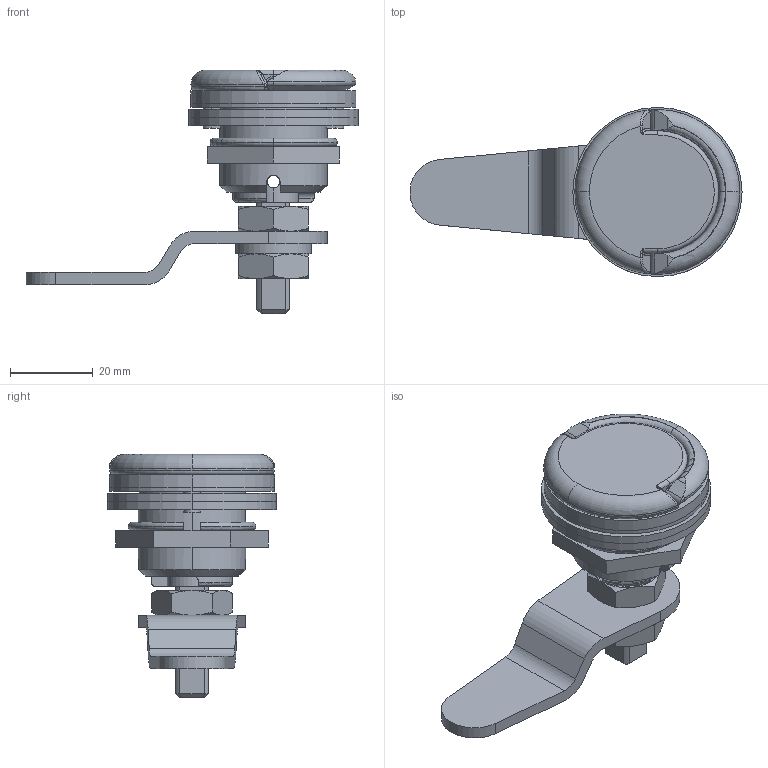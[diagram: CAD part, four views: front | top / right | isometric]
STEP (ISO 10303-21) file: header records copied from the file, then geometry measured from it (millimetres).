
FILE_DESCRIPTION (( 'STEP AP203' ), '1' );
FILE_NAME ('A-1288-3-2.STEP', '2017-08-08T02:28:39', ( '' ), ( '' ), 'SwSTEP 2.0', 'SolidWorks 2014', '' );
FILE_SCHEMA (( 'CONFIG_CONTROL_DESIGN' ));
Length unit declared in the file: millimetre
Products named in the file (12): A-1288-3-2六角ナット_; A-1288-3-2取手受台_; A-1288-3-2; A-1288-3-2僗儁乕僒乕_; 六角ナットM10（3種）; A-1288-3-2軸_; A-1288-3-2取手_; A-1288-3-2リングワッシャー_; A-1288-3-2儀乕僗_; スプリングワッシャーM10; A-1288-3-2僷僢僉儞_; A-1288-3-2止め金_
Assembly tree (13 placements, depth 2):
  A-1288-3-2
    A-1288-3-2儀乕僗_
    A-1288-3-2取手受台_
    A-1288-3-2取手_
    A-1288-3-2止め金_
    A-1288-3-2軸_
    A-1288-3-2僷僢僉儞_
    A-1288-3-2僗儁乕僒乕_  x2
    A-1288-3-2リングワッシャー_
    A-1288-3-2六角ナット_
    六角ナットM10（3種）  x2
    スプリングワッシャーM10
Bounding box: 80.47 x 41 x 59 mm (x, y, z)
Volume: 33299.3 mm3; surface area: 26625.6 mm2
Topology: 13 solids, 14 shells, 338 faces, 805 edges, 500 vertices
Faces by surface type: plane 127, cylinder 123, cone 40, torus 26, bspline 20, sphere 2
Entity records: 11148 total; most frequent: CARTESIAN_POINT 2955, DIRECTION 1449, ORIENTED_EDGE 1440, EDGE_CURVE 720, AXIS2_PLACEMENT_3D 576, VERTEX_POINT 450, EDGE_LOOP 326, ADVANCED_FACE 303
